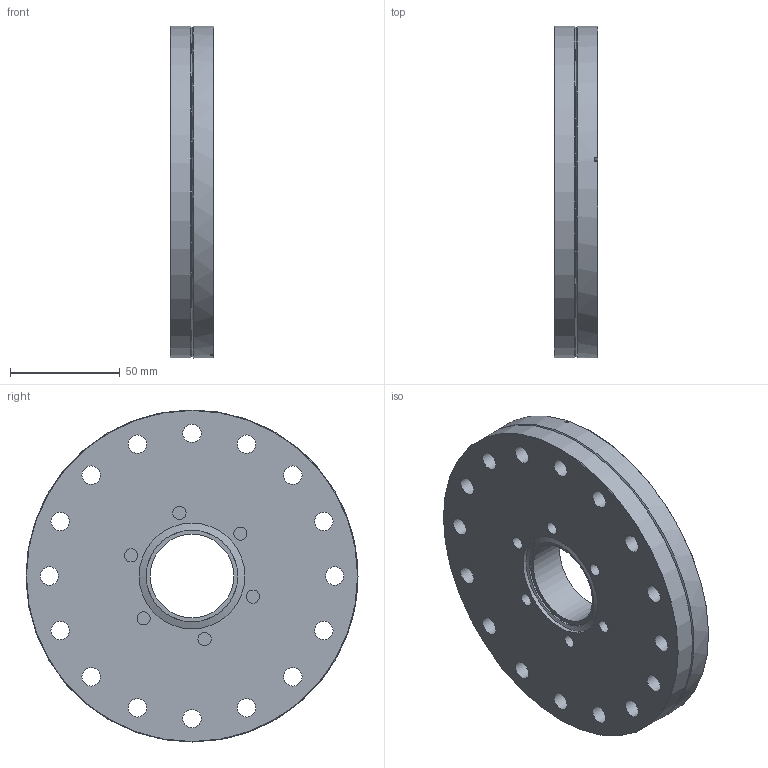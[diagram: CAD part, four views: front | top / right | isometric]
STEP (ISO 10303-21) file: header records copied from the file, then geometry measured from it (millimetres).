
FILE_DESCRIPTION (( 'STEP AP214' ), '1' );
FILE_NAME ('RP1CF10040 FULLVAC.STEP', '2019-10-24T12:18:43', ( '' ), ( '' ), 'SwSTEP 2.0', 'SolidWorks 2017', '' );
FILE_SCHEMA (( 'AUTOMOTIVE_DESIGN' ));
Length unit declared in the file: millimetre
Products named in the file (1): RP1CF10040 FULLVAC
Bounding box: 20 x 151.6 x 151.6 mm (x, y, z)
Volume: 302113.9 mm3; surface area: 55229.5 mm2
Topology: 1 solids, 1 shells, 57 faces, 141 edges, 93 vertices
Faces by surface type: cylinder 31, plane 17, cone 9
Full cylindrical faces by diameter (mm): 6 x6, 8.4 x16, 38.1 x1, 48.3 x1, 120.7 x1, 151.6 x2
Entity records: 1599 total; most frequent: DIRECTION 281, CARTESIAN_POINT 265, ORIENTED_EDGE 200, EDGE_LOOP 132, AXIS2_PLACEMENT_3D 130, EDGE_CURVE 100, VERTEX_POINT 86, FACE_OUTER_BOUND 84
